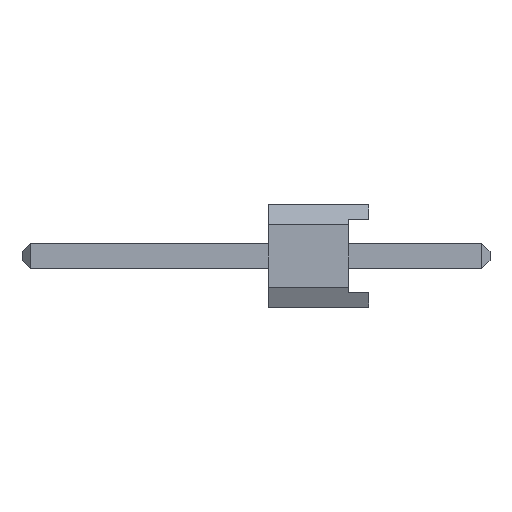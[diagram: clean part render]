
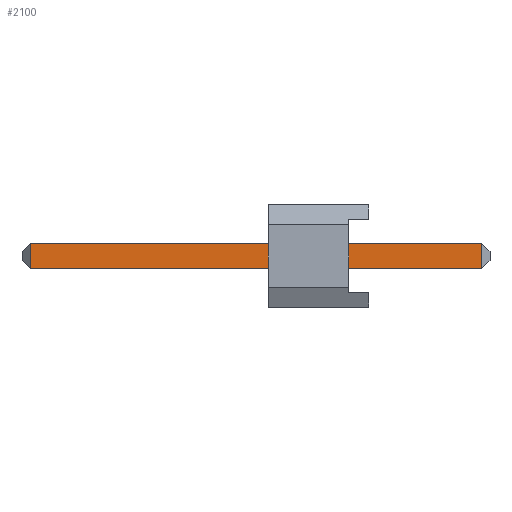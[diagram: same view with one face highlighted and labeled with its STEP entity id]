
A CAD part, left-side view. The second image highlights one B-rep face of the part: STEP entity #2100.
In plain terms, the highlighted planar face has unit normal (-1, 0, 0).
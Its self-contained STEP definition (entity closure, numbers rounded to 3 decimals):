
#60=FACE_OUTER_BOUND('',#162,.T.);
#162=EDGE_LOOP('',(#1331,#1332,#1333,#1334));
#280=LINE('',#2865,#566);
#283=LINE('',#2872,#569);
#284=LINE('',#2873,#570);
#285=LINE('',#2874,#571);
#566=VECTOR('',#2353,1000.);
#569=VECTOR('',#2358,1000.);
#570=VECTOR('',#2359,1000.);
#571=VECTOR('',#2360,1000.);
#849=VERTEX_POINT('',#2858);
#851=VERTEX_POINT('',#2864);
#853=VERTEX_POINT('',#2870);
#854=VERTEX_POINT('',#2871);
#1040=EDGE_CURVE('',#849,#851,#280,.T.);
#1043=EDGE_CURVE('',#853,#854,#283,.T.);
#1044=EDGE_CURVE('',#854,#851,#284,.T.);
#1045=EDGE_CURVE('',#849,#853,#285,.T.);
#1331=ORIENTED_EDGE('',*,*,#1043,.T.);
#1332=ORIENTED_EDGE('',*,*,#1044,.T.);
#1333=ORIENTED_EDGE('',*,*,#1040,.F.);
#1334=ORIENTED_EDGE('',*,*,#1045,.T.);
#1894=PLANE('',#2229);
#2100=ADVANCED_FACE('',(#60),#1894,.F.);
#2229=AXIS2_PLACEMENT_3D('',#2869,#2356,#2357);
#2353=DIRECTION('',(0.,0.,-1.));
#2356=DIRECTION('center_axis',(1.,0.,0.));
#2357=DIRECTION('ref_axis',(0.,0.,-1.));
#2358=DIRECTION('',(0.,0.,-1.));
#2359=DIRECTION('',(0.,-1.,0.));
#2360=DIRECTION('',(0.,1.,0.));
#2858=CARTESIAN_POINT('',(0.95,-0.32,5.57));
#2864=CARTESIAN_POINT('',(0.95,-0.32,-5.63));
#2865=CARTESIAN_POINT('',(0.95,-0.32,5.77));
#2869=CARTESIAN_POINT('Origin',(0.95,-0.32,5.77));
#2870=CARTESIAN_POINT('',(0.95,0.32,5.57));
#2871=CARTESIAN_POINT('',(0.95,0.32,-5.63));
#2872=CARTESIAN_POINT('',(0.95,0.32,5.77));
#2873=CARTESIAN_POINT('',(0.95,-0.32,-5.63));
#2874=CARTESIAN_POINT('',(0.95,-0.32,5.57));
